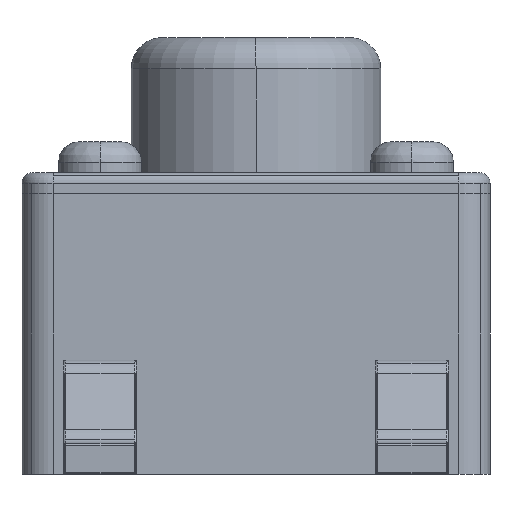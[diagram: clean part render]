
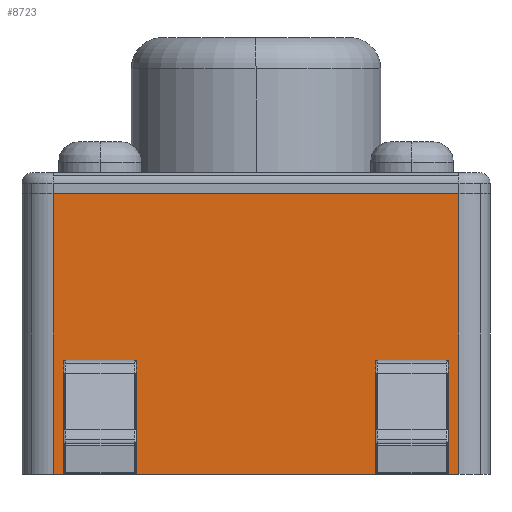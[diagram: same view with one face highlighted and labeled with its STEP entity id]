
A CAD part, left-side view. The second image highlights one B-rep face of the part: STEP entity #8723.
In plain terms, the highlighted planar face has unit normal (-1, 0, 0).
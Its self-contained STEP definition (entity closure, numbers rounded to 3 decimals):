
#51 = EDGE_CURVE ( 'NONE', #9521, #3938, #6649, .T. ) ;
#66 = DIRECTION ( 'NONE',  ( -1., 0., 0. ) ) ;
#128 = CARTESIAN_POINT ( 'NONE',  ( -2.25, 1.95, 2.7 ) ) ;
#153 = DIRECTION ( 'NONE',  ( 0., 1., 0. ) ) ;
#298 = ORIENTED_EDGE ( 'NONE', *, *, #6935, .F. ) ;
#726 = CARTESIAN_POINT ( 'NONE',  ( -2.25, -1.95, 0. ) ) ;
#2066 = CARTESIAN_POINT ( 'NONE',  ( -2.25, 1.95, 0. ) ) ;
#2442 = CARTESIAN_POINT ( 'NONE',  ( -2.25, 2.25, 0. ) ) ;
#2786 = CARTESIAN_POINT ( 'NONE',  ( -2.25, -1.95, 0. ) ) ;
#2936 = LINE ( 'NONE', #2066, #4356 ) ;
#2994 = DIRECTION ( 'NONE',  ( 0., 0., -1. ) ) ;
#3654 = CARTESIAN_POINT ( 'NONE',  ( -2.25, 1.95, 0. ) ) ;
#3779 = AXIS2_PLACEMENT_3D ( 'NONE', #2442, #66, #7377 ) ;
#3938 = VERTEX_POINT ( 'NONE', #3654 ) ;
#4356 = VECTOR ( 'NONE', #5336, 1000. ) ;
#4537 = LINE ( 'NONE', #726, #9106 ) ;
#4704 = ORIENTED_EDGE ( 'NONE', *, *, #8587, .F. ) ;
#4830 = VERTEX_POINT ( 'NONE', #6384 ) ;
#4898 = PLANE ( 'NONE',  #3779 ) ;
#4945 = VECTOR ( 'NONE', #10033, 1000. ) ;
#5097 = EDGE_CURVE ( 'NONE', #5935, #4830, #9827, .T. ) ;
#5177 = VECTOR ( 'NONE', #153, 1000. ) ;
#5336 = DIRECTION ( 'NONE',  ( 0., 0., 1. ) ) ;
#5935 = VERTEX_POINT ( 'NONE', #128 ) ;
#6384 = CARTESIAN_POINT ( 'NONE',  ( -2.25, -1.95, 2.7 ) ) ;
#6649 = LINE ( 'NONE', #9932, #5177 ) ;
#6935 = EDGE_CURVE ( 'NONE', #3938, #5935, #2936, .T. ) ;
#7377 = DIRECTION ( 'NONE',  ( 0., 0., 1. ) ) ;
#7514 = CARTESIAN_POINT ( 'NONE',  ( -2.25, -2.25, 2.7 ) ) ;
#7704 = EDGE_LOOP ( 'NONE', ( #298, #10144, #4704, #8763 ) ) ;
#8587 = EDGE_CURVE ( 'NONE', #4830, #9521, #4537, .T. ) ;
#8723 = ADVANCED_FACE ( 'NONE', ( #9096 ), #4898, .T. ) ;
#8763 = ORIENTED_EDGE ( 'NONE', *, *, #5097, .F. ) ;
#9096 = FACE_OUTER_BOUND ( 'NONE', #7704, .T. ) ;
#9106 = VECTOR ( 'NONE', #2994, 1000. ) ;
#9521 = VERTEX_POINT ( 'NONE', #2786 ) ;
#9827 = LINE ( 'NONE', #7514, #4945 ) ;
#9932 = CARTESIAN_POINT ( 'NONE',  ( -2.25, -2.25, 0. ) ) ;
#10033 = DIRECTION ( 'NONE',  ( 0., -1., 0. ) ) ;
#10144 = ORIENTED_EDGE ( 'NONE', *, *, #51, .F. ) ;
